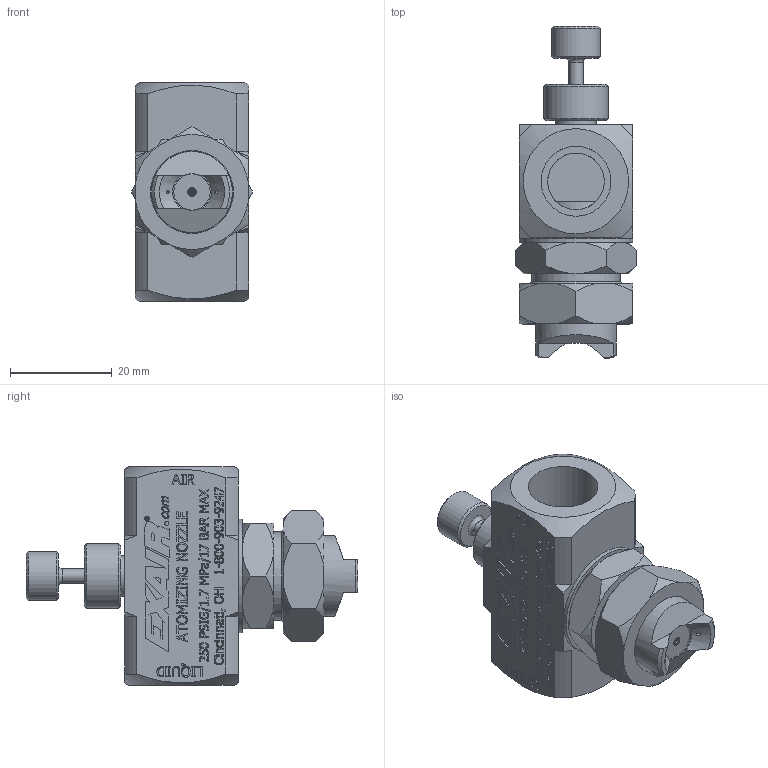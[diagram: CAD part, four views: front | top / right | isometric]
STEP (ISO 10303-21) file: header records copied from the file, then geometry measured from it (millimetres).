
FILE_DESCRIPTION((''),'2;1');
FILE_NAME('EF1010SS ASSEMBLED.stp','2012-02-09T09:03:29',('Ryan Longshore'),(''),'Autodesk Inventor 2012','Autodesk Inventor 2012','');
FILE_SCHEMA(('AUTOMOTIVE_DESIGN { 1 0 10303 214 1 1 1 1 }'));
Length unit declared in the file: inch
Products named in the file (9): EF1010SS ASSEMBLED; 901125; 901130; AS 568 AxialInternal Pressure DASH # 011; 901133-10; 901210-NEF10; 901135; 901136; 901137
Assembly tree (8 placements, depth 2):
  EF1010SS ASSEMBLED
    901125
    901130
    AS 568 AxialInternal Pressure DASH # 011
    901133-10
    901210-NEF10
    901135
    901136
    901137
Bounding box: 23.83 x 65.09 x 42.86 mm (x, y, z)
Volume: 23242.8 mm3; surface area: 14915.1 mm2
Topology: 8 solids, 8 shells, 1422 faces, 3804 edges, 2523 vertices
Faces by surface type: plane 844, bspline 444, cone 68, cylinder 63, torus 3
Full cylindrical faces by diameter (mm): 0.457 x1, 0.686 x2, 1.27 x1, 1.702 x1, 2.057 x3, 2.362 x2, 2.381 x8, 2.794 x2, 3.556 x1, 4.143 x1, 4.166 x1, 4.775 x1, 5.556 x1, 7.137 x1, 7.937 x1, 7.938 x2, 9.525 x7, 10.16 x1, 11.113 x2, 12.7 x3, 13.462 x1, 13.64 x1, 13.716 x2, 15.875 x1, 16.256 x1, 17.277 x1, 17.399 x1, 17.463 x2, 19.05 x2, 22.225 x1
Entity records: 46324 total; most frequent: CARTESIAN_POINT 14099, ORIENTED_EDGE 7380, DIRECTION 4890, EDGE_CURVE 3690, VECTOR 2512, LINE 2512, VERTEX_POINT 2498, EDGE_LOOP 1680
